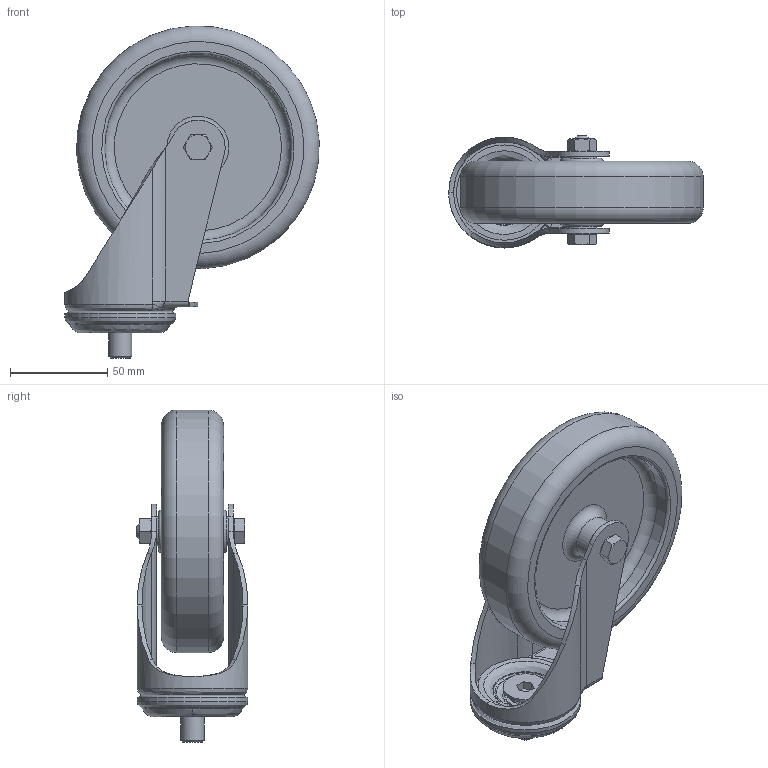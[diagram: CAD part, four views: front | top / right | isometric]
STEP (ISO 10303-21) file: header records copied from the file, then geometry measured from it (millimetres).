
FILE_DESCRIPTION(('STEP AP203'),'1');
FILE_NAME('ERGO10B1436.stp','2023-10-23T07:16:45',(' '),(' '),'Spatial InterOp 3D',' ',' ');
FILE_SCHEMA(('CONFIG_CONTROL_DESIGN'));
Length unit declared in the file: millimetre
Products named in the file (7): Roulette pivotante D125; roue pour roulette; corps; Kit roulette pivotante D125 - vis seule; Vis FHC - M12x30; Kit roulette pivotante
Assembly tree (6 placements, depth 4):
  Kit roulette pivotante
    Kit roulette pivotante D125 - vis seule
      Roulette pivotante D125
        roue pour roulette
        corps
      Kit roulette pivotante D125 - vis seule
        Vis FHC - M12x30
Bounding box: 130.92 x 57.5 x 170.82 mm (x, y, z)
Volume: 305754.6 mm3; surface area: 93701.8 mm2
Topology: 3 solids, 3 shells, 191 faces, 451 edges, 280 vertices
Faces by surface type: plane 60, bspline 54, cone 39, cylinder 26, torus 10, revolution 2
Full cylindrical faces by diameter (mm): 12 x2, 12.4 x1, 12.999 x1, 13 x1, 15 x1, 20.45 x1, 22 x2, 23.12 x1, 49 x1, 57 x1, 96 x2, 125 x1
Entity records: 17497 total; most frequent: CARTESIAN_POINT 12755, ORIENTED_EDGE 808, DIRECTION 616, EDGE_CURVE 404, VERTEX_POINT 270, AXIS2_PLACEMENT_3D 261, EDGE_LOOP 247, FACE_OUTER_BOUND 218
